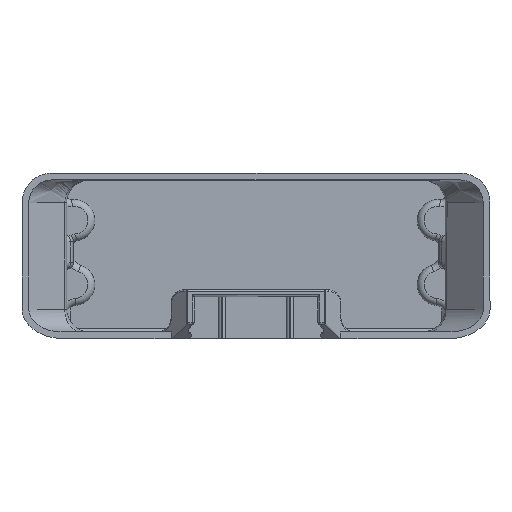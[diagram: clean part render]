
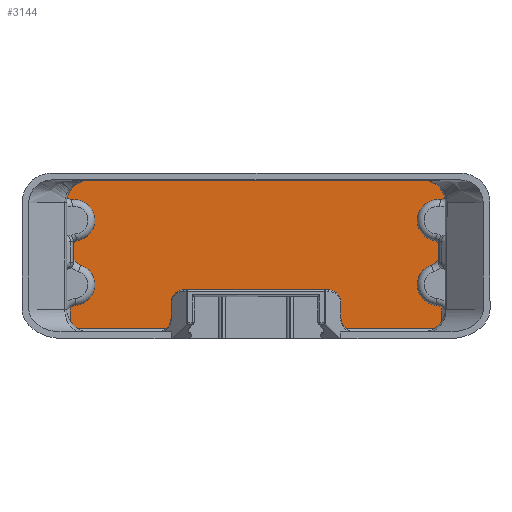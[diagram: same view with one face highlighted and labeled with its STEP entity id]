
A CAD part, top view. The second image highlights one B-rep face of the part: STEP entity #3144.
In plain terms, the highlighted planar face has unit normal (0, 0, 1).
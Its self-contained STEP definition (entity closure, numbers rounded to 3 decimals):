
#244=PLANE('',#3494);
#425=FACE_OUTER_BOUND('',#612,.T.);
#612=EDGE_LOOP('',(#2869,#2870,#2871,#2872,#2873,#2874,#2875,#2876,#2877,
#2878,#2879,#2880,#2881,#2882,#2883,#2884,#2885,#2886,#2887,#2888,#2889,
#2890));
#781=LINE('',#6057,#1001);
#785=LINE('',#6132,#1005);
#786=LINE('',#6194,#1006);
#815=LINE('',#6478,#1035);
#826=LINE('',#6791,#1046);
#835=LINE('',#6873,#1055);
#1001=VECTOR('',#4081,10.);
#1005=VECTOR('',#4109,10.);
#1006=VECTOR('',#4148,10.);
#1035=VECTOR('',#4317,10.);
#1046=VECTOR('',#4354,10.);
#1055=VECTOR('',#4385,10.);
#1127=CIRCLE('',#3345,6.7);
#1128=CIRCLE('',#3347,6.7);
#1136=CIRCLE('',#3362,1.);
#1138=CIRCLE('',#3365,6.06);
#1143=CIRCLE('',#3373,3.);
#1145=CIRCLE('',#3376,6.06);
#1147=CIRCLE('',#3379,3.);
#1151=CIRCLE('',#3385,1.);
#1153=CIRCLE('',#3388,6.06);
#1155=CIRCLE('',#3391,1.);
#1158=CIRCLE('',#3395,6.06);
#1160=CIRCLE('',#3398,1.);
#1163=CIRCLE('',#3403,3.);
#1189=CIRCLE('',#3450,3.);
#1192=CIRCLE('',#3457,6.7);
#1196=CIRCLE('',#3473,6.7);
#1384=VERTEX_POINT('',#5445);
#1385=VERTEX_POINT('',#5446);
#1392=VERTEX_POINT('',#5490);
#1393=VERTEX_POINT('',#5492);
#1403=VERTEX_POINT('',#6040);
#1405=VERTEX_POINT('',#6045);
#1406=VERTEX_POINT('',#6047);
#1409=VERTEX_POINT('',#6054);
#1410=VERTEX_POINT('',#6056);
#1415=VERTEX_POINT('',#6082);
#1416=VERTEX_POINT('',#6084);
#1418=VERTEX_POINT('',#6094);
#1419=VERTEX_POINT('',#6099);
#1425=VERTEX_POINT('',#6127);
#1428=VERTEX_POINT('',#6149);
#1430=VERTEX_POINT('',#6154);
#1433=VERTEX_POINT('',#6168);
#1434=VERTEX_POINT('',#6173);
#1437=VERTEX_POINT('',#6193);
#1474=VERTEX_POINT('',#6458);
#1476=VERTEX_POINT('',#6476);
#1484=VERTEX_POINT('',#6715);
#1771=EDGE_CURVE('',#1384,#1385,#1127,.T.);
#1779=EDGE_CURVE('',#1392,#1393,#1128,.T.);
#1800=EDGE_CURVE('',#1384,#1403,#1136,.T.);
#1802=EDGE_CURVE('',#1405,#1406,#1138,.T.);
#1806=EDGE_CURVE('',#1409,#1410,#781,.T.);
#1812=EDGE_CURVE('',#1416,#1415,#1143,.T.);
#1815=EDGE_CURVE('',#1418,#1415,#1145,.T.);
#1818=EDGE_CURVE('',#1418,#1419,#1147,.T.);
#1825=EDGE_CURVE('',#1425,#1419,#785,.T.);
#1829=EDGE_CURVE('',#1425,#1428,#1151,.T.);
#1831=EDGE_CURVE('',#1428,#1430,#1153,.T.);
#1833=EDGE_CURVE('',#1430,#1393,#1155,.T.);
#1837=EDGE_CURVE('',#1403,#1433,#1158,.T.);
#1840=EDGE_CURVE('',#1433,#1434,#1160,.T.);
#1843=EDGE_CURVE('',#1437,#1434,#786,.T.);
#1850=EDGE_CURVE('',#1437,#1406,#1163,.T.);
#1905=EDGE_CURVE('',#1405,#1410,#1189,.T.);
#1913=EDGE_CURVE('',#1409,#1474,#1192,.T.);
#1922=EDGE_CURVE('',#1416,#1476,#815,.T.);
#1934=EDGE_CURVE('',#1484,#1476,#1196,.T.);
#1947=EDGE_CURVE('',#1385,#1392,#826,.T.);
#1964=EDGE_CURVE('',#1484,#1474,#835,.T.);
#2869=ORIENTED_EDGE('',*,*,#1964,.F.);
#2870=ORIENTED_EDGE('',*,*,#1934,.T.);
#2871=ORIENTED_EDGE('',*,*,#1922,.F.);
#2872=ORIENTED_EDGE('',*,*,#1812,.T.);
#2873=ORIENTED_EDGE('',*,*,#1815,.F.);
#2874=ORIENTED_EDGE('',*,*,#1818,.T.);
#2875=ORIENTED_EDGE('',*,*,#1825,.F.);
#2876=ORIENTED_EDGE('',*,*,#1829,.T.);
#2877=ORIENTED_EDGE('',*,*,#1831,.T.);
#2878=ORIENTED_EDGE('',*,*,#1833,.T.);
#2879=ORIENTED_EDGE('',*,*,#1779,.F.);
#2880=ORIENTED_EDGE('',*,*,#1947,.F.);
#2881=ORIENTED_EDGE('',*,*,#1771,.F.);
#2882=ORIENTED_EDGE('',*,*,#1800,.T.);
#2883=ORIENTED_EDGE('',*,*,#1837,.T.);
#2884=ORIENTED_EDGE('',*,*,#1840,.T.);
#2885=ORIENTED_EDGE('',*,*,#1843,.F.);
#2886=ORIENTED_EDGE('',*,*,#1850,.T.);
#2887=ORIENTED_EDGE('',*,*,#1802,.F.);
#2888=ORIENTED_EDGE('',*,*,#1905,.T.);
#2889=ORIENTED_EDGE('',*,*,#1806,.F.);
#2890=ORIENTED_EDGE('',*,*,#1913,.T.);
#3144=ADVANCED_FACE('',(#425),#244,.T.);
#3345=AXIS2_PLACEMENT_3D('',#5447,#4025,#4026);
#3347=AXIS2_PLACEMENT_3D('',#5493,#4033,#4034);
#3362=AXIS2_PLACEMENT_3D('',#6042,#4065,#4066);
#3365=AXIS2_PLACEMENT_3D('',#6048,#4071,#4072);
#3373=AXIS2_PLACEMENT_3D('',#6085,#4088,#4089);
#3376=AXIS2_PLACEMENT_3D('',#6096,#4094,#4095);
#3379=AXIS2_PLACEMENT_3D('',#6107,#4100,#4101);
#3385=AXIS2_PLACEMENT_3D('',#6151,#4116,#4117);
#3388=AXIS2_PLACEMENT_3D('',#6156,#4122,#4123);
#3391=AXIS2_PLACEMENT_3D('',#6159,#4128,#4129);
#3395=AXIS2_PLACEMENT_3D('',#6170,#4136,#4137);
#3398=AXIS2_PLACEMENT_3D('',#6179,#4142,#4143);
#3403=AXIS2_PLACEMENT_3D('',#6218,#4156,#4157);
#3450=AXIS2_PLACEMENT_3D('',#6439,#4270,#4271);
#3457=AXIS2_PLACEMENT_3D('',#6460,#4287,#4288);
#3473=AXIS2_PLACEMENT_3D('',#6716,#4323,#4324);
#3494=AXIS2_PLACEMENT_3D('',#6872,#4383,#4384);
#4025=DIRECTION('center_axis',(0.,0.,
-1.));
#4026=DIRECTION('ref_axis',(0.,-1.,0.));
#4033=DIRECTION('center_axis',(0.,0.,
-1.));
#4034=DIRECTION('ref_axis',(-1.,0.,0.));
#4065=DIRECTION('center_axis',(0.,0.,
1.));
#4066=DIRECTION('ref_axis',(-0.778,-0.629,0.));
#4071=DIRECTION('center_axis',(0.,0.,
1.));
#4072=DIRECTION('ref_axis',(-1.,0.,0.));
#4081=DIRECTION('',(0.,1.,0.));
#4088=DIRECTION('center_axis',(0.,0.,
1.));
#4089=DIRECTION('ref_axis',(0.738,0.675,0.));
#4094=DIRECTION('center_axis',(0.,0.,
1.));
#4095=DIRECTION('ref_axis',(-1.,0.,0.));
#4100=DIRECTION('center_axis',(0.,0.,
1.));
#4101=DIRECTION('ref_axis',(-1.,0.,0.));
#4109=DIRECTION('',(0.,-1.,0.));
#4116=DIRECTION('center_axis',(0.,0.,
1.));
#4117=DIRECTION('ref_axis',(-1.,0.,0.));
#4122=DIRECTION('center_axis',(0.,0.,
-1.));
#4123=DIRECTION('ref_axis',(1.,0.,0.));
#4128=DIRECTION('center_axis',(0.,0.,
1.));
#4129=DIRECTION('ref_axis',(0.778,-0.629,0.));
#4136=DIRECTION('center_axis',(0.,0.,
-1.));
#4137=DIRECTION('ref_axis',(1.,0.,0.));
#4142=DIRECTION('center_axis',(0.,0.,
1.));
#4143=DIRECTION('ref_axis',(1.,0.,0.));
#4148=DIRECTION('',(0.,1.,0.));
#4156=DIRECTION('center_axis',(0.,0.,
1.));
#4157=DIRECTION('ref_axis',(1.,0.,0.));
#4270=DIRECTION('center_axis',(0.,0.,
1.));
#4271=DIRECTION('ref_axis',(-0.738,0.675,0.));
#4287=DIRECTION('center_axis',(0.,0.,
1.));
#4288=DIRECTION('ref_axis',(-0.707,-0.707,0.));
#4317=DIRECTION('',(0.,-1.,0.));
#4323=DIRECTION('center_axis',(0.,0.,
1.));
#4324=DIRECTION('ref_axis',(0.707,-0.707,0.));
#4354=DIRECTION('',(1.,0.,0.));
#4383=DIRECTION('center_axis',(0.,0.,
1.));
#4384=DIRECTION('ref_axis',(1.,0.,0.));
#4385=DIRECTION('',(-1.,0.,0.));
#5445=CARTESIAN_POINT('',(-58.122,28.141,-16.325));
#5446=CARTESIAN_POINT('',(-51.797,32.631,-16.325));
#5447=CARTESIAN_POINT('Origin',(-51.797,25.931,-16.325));
#5490=CARTESIAN_POINT('',(46.203,32.631,-16.325));
#5492=CARTESIAN_POINT('',(52.528,28.141,-16.325));
#5493=CARTESIAN_POINT('Origin',(46.203,25.931,-16.325));
#6040=CARTESIAN_POINT('',(-57.053,26.819,-16.325));
#6042=CARTESIAN_POINT('Origin',(-57.178,27.811,-16.325));
#6045=CARTESIAN_POINT('',(-55.762,-4.23,-16.325));
#6047=CARTESIAN_POINT('',(-54.424,7.57,-16.325));
#6048=CARTESIAN_POINT('Origin',(-56.297,1.806,-16.325));
#6054=CARTESIAN_POINT('',(-57.497,-8.89,-16.325));
#6056=CARTESIAN_POINT('',(-57.497,-4.982,-16.325));
#6057=CARTESIAN_POINT('',(-57.497,24.106,-16.325));
#6082=CARTESIAN_POINT('',(50.168,-4.23,-16.325));
#6084=CARTESIAN_POINT('',(51.903,-4.982,-16.325));
#6085=CARTESIAN_POINT('Origin',(49.903,-7.218,-16.325));
#6094=CARTESIAN_POINT('',(48.83,7.57,-16.325));
#6096=CARTESIAN_POINT('Origin',(50.703,1.806,-16.325));
#6099=CARTESIAN_POINT('',(50.903,10.423,-16.325));
#6107=CARTESIAN_POINT('Origin',(47.903,10.423,-16.325));
#6127=CARTESIAN_POINT('',(50.903,13.792,-16.325));
#6132=CARTESIAN_POINT('',(50.903,8.431,-16.325));
#6149=CARTESIAN_POINT('',(50.016,14.785,-16.325));
#6151=CARTESIAN_POINT('Origin',(49.903,13.792,-16.325));
#6154=CARTESIAN_POINT('',(51.459,26.819,-16.325));
#6156=CARTESIAN_POINT('Origin',(50.703,20.806,-16.325));
#6159=CARTESIAN_POINT('Origin',(51.584,27.811,-16.325));
#6168=CARTESIAN_POINT('',(-55.61,14.785,-16.325));
#6170=CARTESIAN_POINT('Origin',(-56.297,20.806,-16.325));
#6173=CARTESIAN_POINT('',(-56.497,13.792,-16.325));
#6179=CARTESIAN_POINT('Origin',(-55.497,13.792,-16.325));
#6193=CARTESIAN_POINT('',(-56.497,10.423,-16.325));
#6194=CARTESIAN_POINT('',(-56.497,14.431,-16.325));
#6218=CARTESIAN_POINT('Origin',(-53.497,10.423,-16.325));
#6439=CARTESIAN_POINT('Origin',(-55.497,-7.218,-16.325));
#6458=CARTESIAN_POINT('',(-55.319,-11.069,-16.325));
#6460=CARTESIAN_POINT('Origin',(-51.797,-5.369,-16.325));
#6476=CARTESIAN_POINT('',(51.903,-8.89,-16.325));
#6478=CARTESIAN_POINT('',(51.903,-6.894,-16.325));
#6715=CARTESIAN_POINT('',(49.724,-11.069,-16.325));
#6716=CARTESIAN_POINT('Origin',(46.203,-5.369,-16.325));
#6791=CARTESIAN_POINT('',(21.703,32.631,-16.325));
#6872=CARTESIAN_POINT('Origin',(-2.797,6.281,-16.325));
#6873=CARTESIAN_POINT('',(-30.647,-11.069,-16.325));
